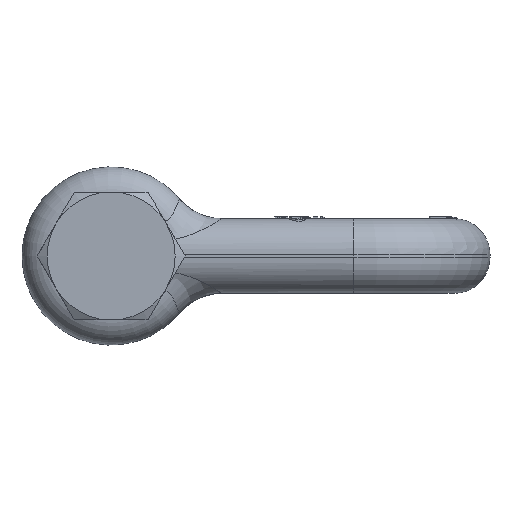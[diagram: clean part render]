
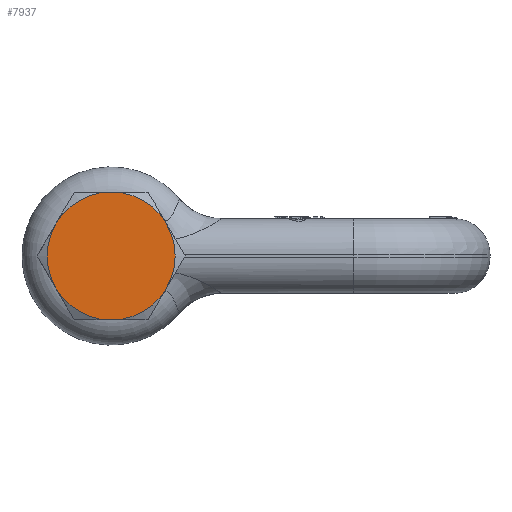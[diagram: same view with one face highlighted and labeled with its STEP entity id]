
A CAD part, left-side view. The second image highlights one B-rep face of the part: STEP entity #7937.
In plain terms, the highlighted planar face has unit normal (-1, 0, 0).
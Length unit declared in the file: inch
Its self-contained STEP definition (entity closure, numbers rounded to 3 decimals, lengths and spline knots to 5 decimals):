
#1543=CARTESIAN_POINT('',(-4.18551,0.,0.));
#1544=DIRECTION('',(-1.,0.,0.));
#1545=DIRECTION('',(0.,0.,-1.));
#1546=AXIS2_PLACEMENT_3D('',#1543,#1544,#1545);
#1548=CARTESIAN_POINT('',(-4.18551,0.,0.));
#1549=DIRECTION('',(-1.,0.,0.));
#1550=DIRECTION('',(0.,0.866,-0.5));
#1551=AXIS2_PLACEMENT_3D('',#1548,#1549,#1550);
#1553=CARTESIAN_POINT('',(-4.18551,0.,0.));
#1554=DIRECTION('',(-1.,0.,0.));
#1555=DIRECTION('',(0.,0.866,0.5));
#1556=AXIS2_PLACEMENT_3D('',#1553,#1554,#1555);
#1558=CARTESIAN_POINT('',(-4.18551,0.,0.));
#1559=DIRECTION('',(-1.,0.,0.));
#1560=DIRECTION('',(0.,0.,1.));
#1561=AXIS2_PLACEMENT_3D('',#1558,#1559,#1560);
#1563=CARTESIAN_POINT('',(-4.18551,0.,0.));
#1564=DIRECTION('',(-1.,0.,0.));
#1565=DIRECTION('',(0.,-0.866,0.5));
#1566=AXIS2_PLACEMENT_3D('',#1563,#1564,#1565);
#1568=CARTESIAN_POINT('',(-4.18551,0.,0.));
#1569=DIRECTION('',(-1.,0.,0.));
#1570=DIRECTION('',(0.,-0.866,-0.5));
#1571=AXIS2_PLACEMENT_3D('',#1568,#1569,#1570);
#6005=CARTESIAN_POINT('',(-4.18551,0.,-1.5));
#6006=CARTESIAN_POINT('',(-4.18551,-1.29904,
-0.75));
#6007=VERTEX_POINT('',#6005);
#6008=VERTEX_POINT('',#6006);
#6009=CARTESIAN_POINT('',(-4.18551,-1.29904,
0.75));
#6010=VERTEX_POINT('',#6009);
#6011=CARTESIAN_POINT('',(-4.18551,0.,1.5));
#6012=VERTEX_POINT('',#6011);
#6013=CARTESIAN_POINT('',(-4.18551,1.29904,
0.75));
#6014=VERTEX_POINT('',#6013);
#6015=CARTESIAN_POINT('',(-4.18551,1.29904,
-0.75));
#6016=VERTEX_POINT('',#6015);
#7924=CARTESIAN_POINT('',(-4.18551,0.,0.));
#7925=DIRECTION('',(-1.,0.,0.));
#7926=DIRECTION('',(0.,0.,1.));
#7927=AXIS2_PLACEMENT_3D('',#7924,#7925,#7926);
#7928=PLANE('',#7927);
#7929=ORIENTED_EDGE('',*,*,#7797,.F.);
#7930=ORIENTED_EDGE('',*,*,#7892,.F.);
#7931=ORIENTED_EDGE('',*,*,#7880,.F.);
#7932=ORIENTED_EDGE('',*,*,#7867,.F.);
#7933=ORIENTED_EDGE('',*,*,#7822,.F.);
#7934=ORIENTED_EDGE('',*,*,#7809,.F.);
#7935=EDGE_LOOP('',(#7929,#7930,#7931,#7932,#7933,#7934));
#7936=FACE_OUTER_BOUND('',#7935,.F.);
#7937=ADVANCED_FACE('',(#7936),#7928,.T.);
#1547=CIRCLE('',#1546,1.5);
#1552=CIRCLE('',#1551,1.5);
#1557=CIRCLE('',#1556,1.5);
#1562=CIRCLE('',#1561,1.5);
#1567=CIRCLE('',#1566,1.5);
#1572=CIRCLE('',#1571,1.5);
#7797=EDGE_CURVE('',#6007,#6008,#1547,.T.);
#7809=EDGE_CURVE('',#6008,#6010,#1572,.T.);
#7822=EDGE_CURVE('',#6010,#6012,#1567,.T.);
#7867=EDGE_CURVE('',#6012,#6014,#1562,.T.);
#7880=EDGE_CURVE('',#6014,#6016,#1557,.T.);
#7892=EDGE_CURVE('',#6016,#6007,#1552,.T.);
